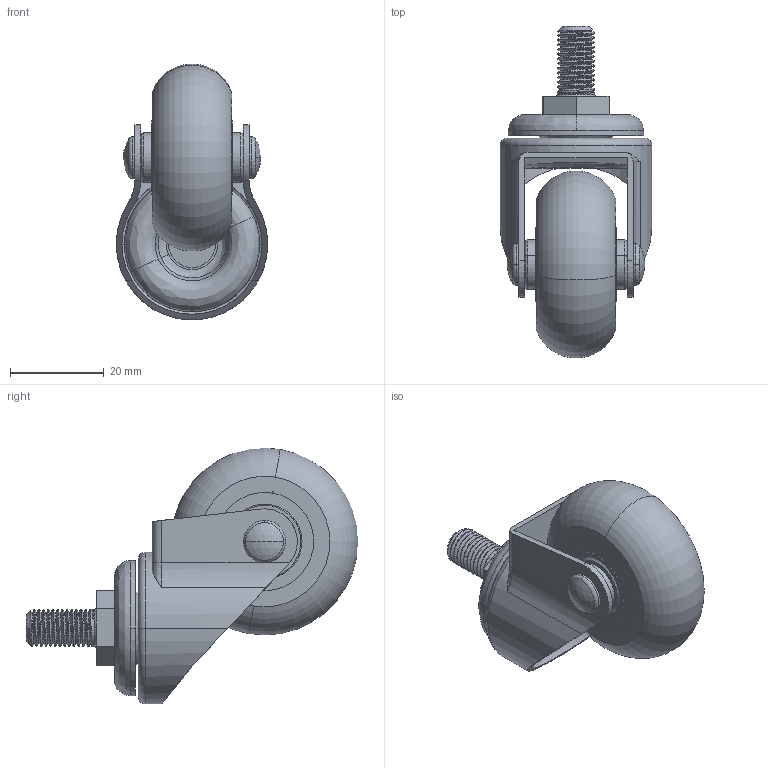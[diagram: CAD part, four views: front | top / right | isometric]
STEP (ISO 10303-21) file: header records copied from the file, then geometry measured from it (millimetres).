
FILE_DESCRIPTION (( 'STEP AP203' ), '1' );
FILE_NAME ('ACSU-40SS.STEP', '2016-04-27T01:04:09', ( '' ), ( '' ), 'SwSTEP 2.0', 'SolidWorks 2016', '' );
FILE_SCHEMA (( 'CONFIG_CONTROL_DESIGN' ));
Length unit declared in the file: millimetre
Products named in the file (13): 688HZZ_SOLID_1; 688HZZ_SOLID_2; 688HZZ_SOLID_3; ACSU-40 BEARING 688; ACSU-40 PIN; ACSU-40SS FRAME ASSY; ACSU-40 WHEEL CORE; ACSU-40SF BODY; ACSU-40 URETHANE; ACSU-40SS FRAME; ACSU-40 WHEEL ASSY; ACSU-40SS; ACSU-40 BEARING BUSHING
Assembly tree (14 placements, depth 3):
  ACSU-40SS
    ACSU-40 PIN
    ACSU-40 WHEEL ASSY
      ACSU-40 WHEEL CORE
      ACSU-40 URETHANE
    ACSU-40 BEARING BUSHING  x2
    ACSU-40 BEARING 688  x2
      688HZZ_SOLID_1
      688HZZ_SOLID_2
      688HZZ_SOLID_3
    ACSU-40SS FRAME
      ACSU-40SS FRAME ASSY
      ACSU-40SF BODY
Bounding box: 32.4 x 70.97 x 54.67 mm (x, y, z)
Volume: 26227.5 mm3; surface area: 23581.5 mm2
Topology: 16 solids, 16 shells, 503 faces, 1174 edges, 750 vertices
Faces by surface type: cylinder 189, plane 86, sphere 84, torus 76, cone 35, bspline 33
Entity records: 19260 total; most frequent: CARTESIAN_POINT 8856, ORIENTED_EDGE 1944, DIRECTION 1789, EDGE_CURVE 972, AXIS2_PLACEMENT_3D 766, VERTEX_POINT 626, EDGE_LOOP 458, FACE_OUTER_BOUND 394
